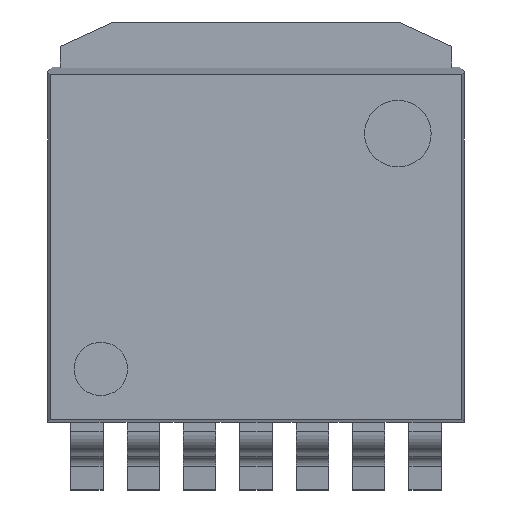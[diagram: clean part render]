
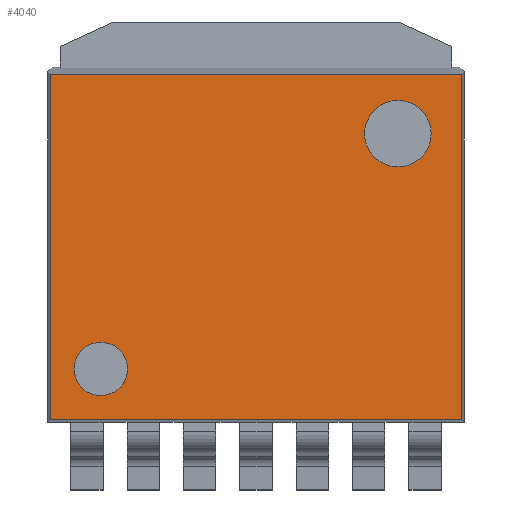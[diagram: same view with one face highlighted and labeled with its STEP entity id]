
A CAD part, top view. The second image highlights one B-rep face of the part: STEP entity #4040.
In plain terms, the highlighted planar face has unit normal (0, 0, 1).
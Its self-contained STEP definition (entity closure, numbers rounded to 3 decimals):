
#19 = CARTESIAN_POINT ( 'NONE',  ( 0.6, -7.817, 1.905 ) ) ;
#65 = CARTESIAN_POINT ( 'NONE',  ( 9.333, 0., 1.905 ) ) ;
#125 = VECTOR ( 'NONE', #3365, 1000. ) ;
#133 = EDGE_CURVE ( 'NONE', #1749, #1227, #4502, .T. ) ;
#146 = VECTOR ( 'NONE', #479, 1000. ) ;
#187 = AXIS2_PLACEMENT_3D ( 'NONE', #2938, #2977, #523 ) ;
#189 = ORIENTED_EDGE ( 'NONE', *, *, #2065, .F. ) ;
#288 = DIRECTION ( 'NONE',  ( 1., 0., 0. ) ) ;
#335 = CARTESIAN_POINT ( 'NONE',  ( 0.057, -8.961, 1.905 ) ) ;
#396 = CARTESIAN_POINT ( 'NONE',  ( 0.057, -8.961, 1.905 ) ) ;
#405 = EDGE_CURVE ( 'NONE', #1205, #1749, #2321, .T. ) ;
#438 = VERTEX_POINT ( 'NONE', #926 ) ;
#458 = LINE ( 'NONE', #1599, #1315 ) ;
#479 = DIRECTION ( 'NONE',  ( 0., 1., 0. ) ) ;
#481 = CARTESIAN_POINT ( 'NONE',  ( 1.8, -7.817, 1.905 ) ) ;
#523 = DIRECTION ( 'NONE',  ( 1., 0., 0. ) ) ;
#537 = AXIS2_PLACEMENT_3D ( 'NONE', #5200, #2766, #288 ) ;
#637 = EDGE_LOOP ( 'NONE', ( #2110, #2375 ) ) ;
#812 = FACE_BOUND ( 'NONE', #637, .T. ) ;
#926 = CARTESIAN_POINT ( 'NONE',  ( 8.64, -2.517, 1.905 ) ) ;
#964 = EDGE_CURVE ( 'NONE', #1302, #1205, #2338, .T. ) ;
#1082 = DIRECTION ( 'NONE',  ( 0., 0., 1. ) ) ;
#1110 = VERTEX_POINT ( 'NONE', #4256 ) ;
#1205 = VERTEX_POINT ( 'NONE', #3524 ) ;
#1226 = CARTESIAN_POINT ( 'NONE',  ( 1.2, -7.817, 1.905 ) ) ;
#1227 = VERTEX_POINT ( 'NONE', #335 ) ;
#1244 = EDGE_CURVE ( 'NONE', #1227, #1302, #458, .T. ) ;
#1302 = VERTEX_POINT ( 'NONE', #2068 ) ;
#1315 = VECTOR ( 'NONE', #2799, 1000. ) ;
#1336 = CARTESIAN_POINT ( 'NONE',  ( 0., -1.184, 1.905 ) ) ;
#1354 = VERTEX_POINT ( 'NONE', #481 ) ;
#1383 = CARTESIAN_POINT ( 'NONE',  ( 1.2, -7.817, 1.905 ) ) ;
#1441 = ORIENTED_EDGE ( 'NONE', *, *, #133, .T. ) ;
#1599 = CARTESIAN_POINT ( 'NONE',  ( 9.39, -8.961, 1.905 ) ) ;
#1653 = DIRECTION ( 'NONE',  ( 1., 0., 0. ) ) ;
#1749 = VERTEX_POINT ( 'NONE', #2946 ) ;
#1792 = DIRECTION ( 'NONE',  ( 1., 0., 0. ) ) ;
#1799 = EDGE_CURVE ( 'NONE', #1354, #3929, #2135, .T. ) ;
#2045 = AXIS2_PLACEMENT_3D ( 'NONE', #1383, #4248, #1792 ) ;
#2065 = EDGE_CURVE ( 'NONE', #438, #1110, #5194, .T. ) ;
#2068 = CARTESIAN_POINT ( 'NONE',  ( 9.333, -8.961, 1.905 ) ) ;
#2086 = CIRCLE ( 'NONE', #3575, 0.6 ) ;
#2103 = ORIENTED_EDGE ( 'NONE', *, *, #405, .T. ) ;
#2110 = ORIENTED_EDGE ( 'NONE', *, *, #1799, .F. ) ;
#2135 = CIRCLE ( 'NONE', #2045, 0.6 ) ;
#2272 = EDGE_CURVE ( 'NONE', #1110, #438, #2648, .T. ) ;
#2321 = LINE ( 'NONE', #1336, #125 ) ;
#2338 = LINE ( 'NONE', #65, #146 ) ;
#2375 = ORIENTED_EDGE ( 'NONE', *, *, #4503, .F. ) ;
#2582 = PLANE ( 'NONE',  #187 ) ;
#2648 = CIRCLE ( 'NONE', #537, 0.75 ) ;
#2685 = AXIS2_PLACEMENT_3D ( 'NONE', #3552, #1082, #3954 ) ;
#2766 = DIRECTION ( 'NONE',  ( 0., 0., 1. ) ) ;
#2795 = DIRECTION ( 'NONE',  ( 0., -1., 0. ) ) ;
#2799 = DIRECTION ( 'NONE',  ( 1., 0., 0. ) ) ;
#2823 = EDGE_LOOP ( 'NONE', ( #189, #4605 ) ) ;
#2862 = FACE_OUTER_BOUND ( 'NONE', #3600, .T. ) ;
#2865 = ORIENTED_EDGE ( 'NONE', *, *, #1244, .T. ) ;
#2938 = CARTESIAN_POINT ( 'NONE',  ( 0., 0., 1.905 ) ) ;
#2946 = CARTESIAN_POINT ( 'NONE',  ( 0.057, -1.184, 1.905 ) ) ;
#2977 = DIRECTION ( 'NONE',  ( 0., 0., 1. ) ) ;
#3365 = DIRECTION ( 'NONE',  ( -1., 0., 0. ) ) ;
#3524 = CARTESIAN_POINT ( 'NONE',  ( 9.333, -1.184, 1.905 ) ) ;
#3552 = CARTESIAN_POINT ( 'NONE',  ( 7.89, -2.517, 1.905 ) ) ;
#3575 = AXIS2_PLACEMENT_3D ( 'NONE', #1226, #4084, #1653 ) ;
#3600 = EDGE_LOOP ( 'NONE', ( #2865, #4185, #2103, #1441 ) ) ;
#3929 = VERTEX_POINT ( 'NONE', #19 ) ;
#3954 = DIRECTION ( 'NONE',  ( 1., 0., 0. ) ) ;
#3963 = FACE_BOUND ( 'NONE', #2823, .T. ) ;
#4040 = ADVANCED_FACE ( 'NONE', ( #3963, #812, #2862 ), #2582, .T. ) ;
#4084 = DIRECTION ( 'NONE',  ( 0., 0., 1. ) ) ;
#4185 = ORIENTED_EDGE ( 'NONE', *, *, #964, .T. ) ;
#4248 = DIRECTION ( 'NONE',  ( 0., 0., 1. ) ) ;
#4256 = CARTESIAN_POINT ( 'NONE',  ( 7.14, -2.517, 1.905 ) ) ;
#4381 = VECTOR ( 'NONE', #2795, 1000. ) ;
#4502 = LINE ( 'NONE', #396, #4381 ) ;
#4503 = EDGE_CURVE ( 'NONE', #3929, #1354, #2086, .T. ) ;
#4605 = ORIENTED_EDGE ( 'NONE', *, *, #2272, .F. ) ;
#5194 = CIRCLE ( 'NONE', #2685, 0.75 ) ;
#5200 = CARTESIAN_POINT ( 'NONE',  ( 7.89, -2.517, 1.905 ) ) ;
